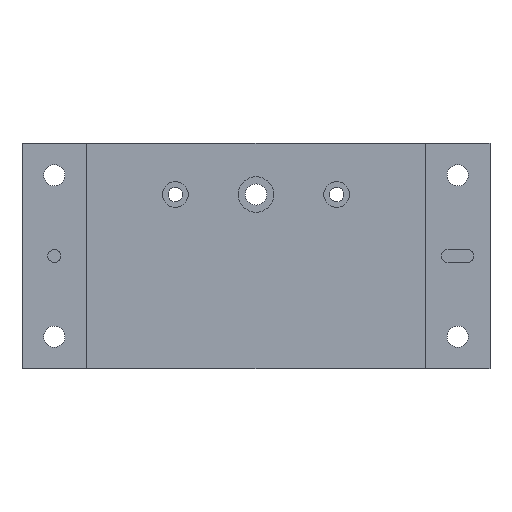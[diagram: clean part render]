
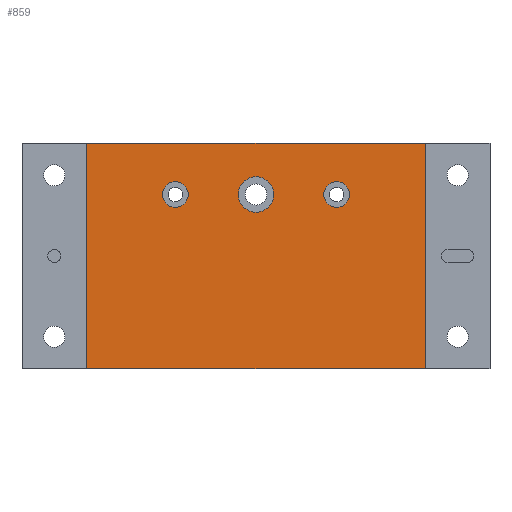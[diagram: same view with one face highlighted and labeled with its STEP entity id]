
A CAD part, left-side view. The second image highlights one B-rep face of the part: STEP entity #859.
In plain terms, the highlighted planar face has unit normal (-1, 0, 0).
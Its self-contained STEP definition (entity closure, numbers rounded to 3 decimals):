
#25=LINE('',#1358,#89);
#29=LINE('',#1367,#93);
#31=LINE('',#1370,#95);
#32=LINE('',#1371,#96);
#89=VECTOR('',#1087,10.);
#93=VECTOR('',#1093,10.);
#95=VECTOR('',#1097,10.);
#96=VECTOR('',#1098,10.);
#168=FACE_BOUND('',#251,.T.);
#169=FACE_BOUND('',#252,.T.);
#170=FACE_BOUND('',#253,.T.);
#200=FACE_OUTER_BOUND('',#250,.T.);
#250=EDGE_LOOP('',(#624,#625,#626,#627));
#251=EDGE_LOOP('',(#628,#629));
#252=EDGE_LOOP('',(#630,#631));
#253=EDGE_LOOP('',(#632,#633));
#310=CIRCLE('',#920,4.);
#311=CIRCLE('',#921,4.);
#316=CIRCLE('',#929,4.);
#317=CIRCLE('',#930,4.);
#322=CIRCLE('',#938,5.5);
#323=CIRCLE('',#939,5.5);
#369=VERTEX_POINT('',#1308);
#370=VERTEX_POINT('',#1309);
#375=VERTEX_POINT('',#1325);
#376=VERTEX_POINT('',#1326);
#381=VERTEX_POINT('',#1342);
#382=VERTEX_POINT('',#1343);
#386=VERTEX_POINT('',#1355);
#387=VERTEX_POINT('',#1357);
#390=VERTEX_POINT('',#1364);
#391=VERTEX_POINT('',#1366);
#457=EDGE_CURVE('',#369,#370,#310,.T.);
#458=EDGE_CURVE('',#370,#369,#311,.T.);
#465=EDGE_CURVE('',#375,#376,#316,.T.);
#466=EDGE_CURVE('',#376,#375,#317,.T.);
#473=EDGE_CURVE('',#381,#382,#322,.T.);
#474=EDGE_CURVE('',#382,#381,#323,.T.);
#480=EDGE_CURVE('',#386,#387,#25,.T.);
#484=EDGE_CURVE('',#390,#391,#29,.T.);
#486=EDGE_CURVE('',#387,#390,#31,.T.);
#487=EDGE_CURVE('',#391,#386,#32,.T.);
#624=ORIENTED_EDGE('',*,*,#486,.F.);
#625=ORIENTED_EDGE('',*,*,#480,.F.);
#626=ORIENTED_EDGE('',*,*,#487,.F.);
#627=ORIENTED_EDGE('',*,*,#484,.F.);
#628=ORIENTED_EDGE('',*,*,#457,.T.);
#629=ORIENTED_EDGE('',*,*,#458,.T.);
#630=ORIENTED_EDGE('',*,*,#465,.T.);
#631=ORIENTED_EDGE('',*,*,#466,.T.);
#632=ORIENTED_EDGE('',*,*,#473,.T.);
#633=ORIENTED_EDGE('',*,*,#474,.T.);
#828=PLANE('',#944);
#859=ADVANCED_FACE('',(#200,#168,#169,#170),#828,.F.);
#920=AXIS2_PLACEMENT_3D('',#1310,#1033,#1034);
#921=AXIS2_PLACEMENT_3D('',#1311,#1035,#1036);
#929=AXIS2_PLACEMENT_3D('',#1327,#1053,#1054);
#930=AXIS2_PLACEMENT_3D('',#1328,#1055,#1056);
#938=AXIS2_PLACEMENT_3D('',#1344,#1073,#1074);
#939=AXIS2_PLACEMENT_3D('',#1345,#1075,#1076);
#944=AXIS2_PLACEMENT_3D('',#1369,#1095,#1096);
#1033=DIRECTION('center_axis',(1.,0.,0.));
#1034=DIRECTION('ref_axis',(0.,0.,1.));
#1035=DIRECTION('center_axis',(1.,0.,0.));
#1036=DIRECTION('ref_axis',(0.,0.,1.));
#1053=DIRECTION('center_axis',(1.,0.,0.));
#1054=DIRECTION('ref_axis',(0.,0.,1.));
#1055=DIRECTION('center_axis',(1.,0.,0.));
#1056=DIRECTION('ref_axis',(0.,0.,1.));
#1073=DIRECTION('center_axis',(1.,0.,0.));
#1074=DIRECTION('ref_axis',(0.,0.,1.));
#1075=DIRECTION('center_axis',(1.,0.,0.));
#1076=DIRECTION('ref_axis',(0.,0.,1.));
#1087=DIRECTION('',(0.,0.,-1.));
#1093=DIRECTION('',(0.,0.,1.));
#1095=DIRECTION('center_axis',(1.,0.,0.));
#1096=DIRECTION('ref_axis',(0.,0.,-1.));
#1097=DIRECTION('',(0.,1.,0.));
#1098=DIRECTION('',(0.,-1.,0.));
#1308=CARTESIAN_POINT('',(1.,-47.5,-11.948));
#1309=CARTESIAN_POINT('',(1.,-47.5,-19.948));
#1310=CARTESIAN_POINT('Origin',(1.,-47.5,-15.948));
#1311=CARTESIAN_POINT('Origin',(1.,-47.5,-15.948));
#1325=CARTESIAN_POINT('',(1.,-97.5,-11.948));
#1326=CARTESIAN_POINT('',(1.,-97.5,-19.948));
#1327=CARTESIAN_POINT('Origin',(1.,-97.5,-15.948));
#1328=CARTESIAN_POINT('Origin',(1.,-97.5,-15.948));
#1342=CARTESIAN_POINT('',(1.,-72.5,-10.448));
#1343=CARTESIAN_POINT('',(1.,-72.5,-21.448));
#1344=CARTESIAN_POINT('Origin',(1.,-72.5,-15.948));
#1345=CARTESIAN_POINT('Origin',(1.,-72.5,-15.948));
#1355=CARTESIAN_POINT('',(1.,-125.,0.));
#1357=CARTESIAN_POINT('',(1.,-125.,-70.));
#1358=CARTESIAN_POINT('',(1.,-125.,-70.));
#1364=CARTESIAN_POINT('',(1.,-20.,-70.));
#1366=CARTESIAN_POINT('',(1.,-20.,0.));
#1367=CARTESIAN_POINT('',(1.,-20.,0.));
#1369=CARTESIAN_POINT('Origin',(1.,-72.5,-35.));
#1370=CARTESIAN_POINT('',(1.,-108.75,-70.));
#1371=CARTESIAN_POINT('',(1.,-36.25,0.));
